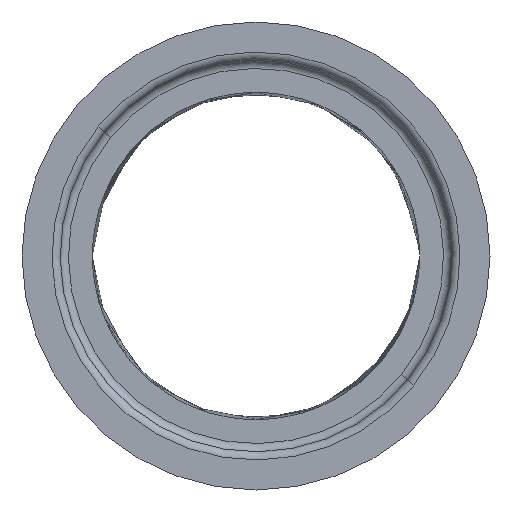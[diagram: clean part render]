
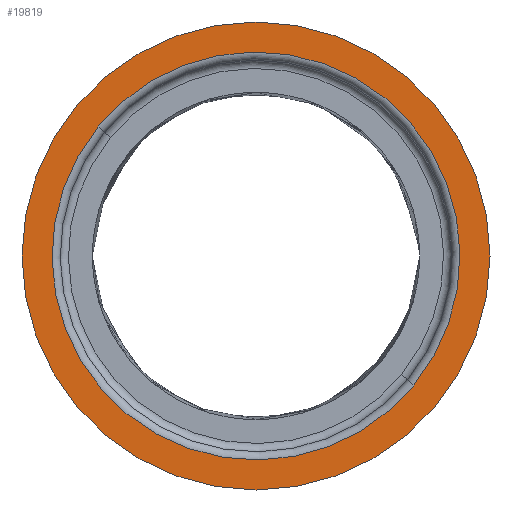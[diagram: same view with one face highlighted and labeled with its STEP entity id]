
A CAD part, front view. The second image highlights one B-rep face of the part: STEP entity #19819.
In plain terms, the highlighted face is planar.
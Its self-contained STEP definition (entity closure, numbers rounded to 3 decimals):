
#1601 = CIRCLE ( 'NONE', #14340, 249.3 ) ;
#1877 = DIRECTION ( 'NONE',  ( 0., 0., 1. ) ) ;
#1977 = ORIENTED_EDGE ( 'NONE', *, *, #20208, .T. ) ;
#2020 = CIRCLE ( 'NONE', #19631, 286. ) ;
#2529 = DIRECTION ( 'NONE',  ( -1., 0., 0. ) ) ;
#3072 = EDGE_CURVE ( 'NONE', #20613, #13126, #1601, .T. ) ;
#3154 = AXIS2_PLACEMENT_3D ( 'NONE', #13339, #21828, #9391 ) ;
#3510 = ORIENTED_EDGE ( 'NONE', *, *, #3929, .T. ) ;
#3894 = DIRECTION ( 'NONE',  ( 0., 0., -1. ) ) ;
#3929 = EDGE_CURVE ( 'NONE', #13126, #20613, #14702, .T. ) ;
#4186 = DIRECTION ( 'NONE',  ( 0.775, 0.632, 0. ) ) ;
#4583 = AXIS2_PLACEMENT_3D ( 'NONE', #14082, #1877, #21224 ) ;
#6096 = DIRECTION ( 'NONE',  ( -1., 0., 0. ) ) ;
#6275 = CARTESIAN_POINT ( 'NONE',  ( -286., 0., -85. ) ) ;
#7696 = DIRECTION ( 'NONE',  ( 0., 0., 1. ) ) ;
#9391 = DIRECTION ( 'NONE',  ( 1., 0., 0. ) ) ;
#11331 = DIRECTION ( 'NONE',  ( 0., 0., -1. ) ) ;
#11484 = VERTEX_POINT ( 'NONE', #16922 ) ;
#11662 = CARTESIAN_POINT ( 'NONE',  ( 193.115, 157.662, -85. ) ) ;
#11808 = PLANE ( 'NONE',  #3154 ) ;
#12797 = FACE_OUTER_BOUND ( 'NONE', #20501, .T. ) ;
#13126 = VERTEX_POINT ( 'NONE', #11662 ) ;
#13339 = CARTESIAN_POINT ( 'NONE',  ( 0., 0., -85. ) ) ;
#13354 = VERTEX_POINT ( 'NONE', #6275 ) ;
#14082 = CARTESIAN_POINT ( 'NONE',  ( 0., 0., -85. ) ) ;
#14340 = AXIS2_PLACEMENT_3D ( 'NONE', #20576, #7696, #4186 ) ;
#14676 = FACE_BOUND ( 'NONE', #15511, .T. ) ;
#14702 = CIRCLE ( 'NONE', #4583, 249.3 ) ;
#15006 = CARTESIAN_POINT ( 'NONE',  ( 0., 0., -85. ) ) ;
#15511 = EDGE_LOOP ( 'NONE', ( #3510, #16875 ) ) ;
#16875 = ORIENTED_EDGE ( 'NONE', *, *, #3072, .T. ) ;
#16922 = CARTESIAN_POINT ( 'NONE',  ( 286., 0., -85. ) ) ;
#18128 = ORIENTED_EDGE ( 'NONE', *, *, #22337, .T. ) ;
#19254 = AXIS2_PLACEMENT_3D ( 'NONE', #15006, #3894, #6096 ) ;
#19271 = CIRCLE ( 'NONE', #19254, 286. ) ;
#19631 = AXIS2_PLACEMENT_3D ( 'NONE', #20568, #11331, #2529 ) ;
#19819 = ADVANCED_FACE ( 'NONE', ( #14676, #12797 ), #11808, .F. ) ;
#20208 = EDGE_CURVE ( 'NONE', #11484, #13354, #2020, .T. ) ;
#20501 = EDGE_LOOP ( 'NONE', ( #18128, #1977 ) ) ;
#20568 = CARTESIAN_POINT ( 'NONE',  ( 0., 0., -85. ) ) ;
#20576 = CARTESIAN_POINT ( 'NONE',  ( 0., 0., -85. ) ) ;
#20613 = VERTEX_POINT ( 'NONE', #21212 ) ;
#21212 = CARTESIAN_POINT ( 'NONE',  ( -193.115, -157.662, -85. ) ) ;
#21224 = DIRECTION ( 'NONE',  ( 0.775, 0.632, 0. ) ) ;
#21828 = DIRECTION ( 'NONE',  ( 0., 0., 1. ) ) ;
#22337 = EDGE_CURVE ( 'NONE', #13354, #11484, #19271, .T. ) ;
